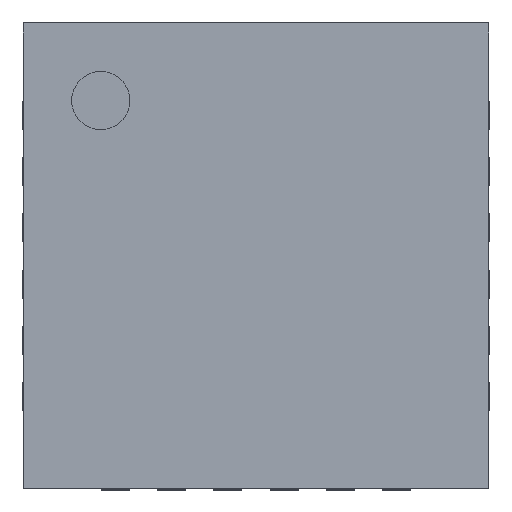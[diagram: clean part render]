
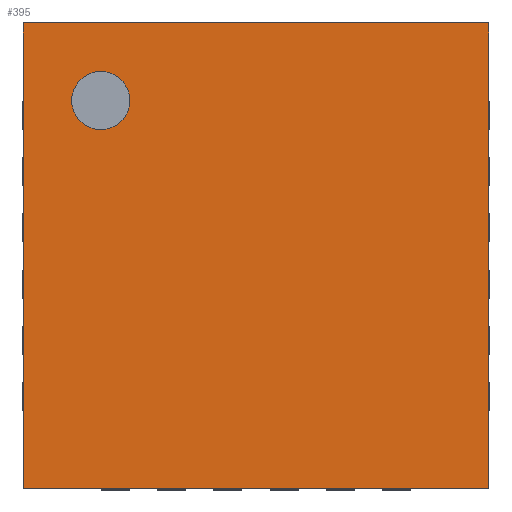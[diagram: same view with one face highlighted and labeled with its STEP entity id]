
A CAD part, top view. The second image highlights one B-rep face of the part: STEP entity #395.
In plain terms, the highlighted planar face has unit normal (0, 0, 1).
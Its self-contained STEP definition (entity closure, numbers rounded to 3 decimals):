
#206 = VERTEX_POINT('',#207);
#207 = CARTESIAN_POINT('',(0.,0.,0.8));
#214 = PLANE('',#215);
#215 = AXIS2_PLACEMENT_3D('',#216,#217,#218);
#216 = CARTESIAN_POINT('',(0.,0.,0.01));
#217 = DIRECTION('',(1.,0.,0.));
#218 = DIRECTION('',(0.,0.,1.));
#226 = PLANE('',#227);
#227 = AXIS2_PLACEMENT_3D('',#228,#229,#230);
#228 = CARTESIAN_POINT('',(0.,0.,0.01));
#229 = DIRECTION('',(0.,1.,0.));
#230 = DIRECTION('',(0.,0.,1.));
#267 = VERTEX_POINT('',#268);
#268 = CARTESIAN_POINT('',(0.,4.15,0.8));
#282 = PLANE('',#283);
#283 = AXIS2_PLACEMENT_3D('',#284,#285,#286);
#284 = CARTESIAN_POINT('',(0.,4.15,0.01));
#285 = DIRECTION('',(0.,1.,0.));
#286 = DIRECTION('',(0.,0.,1.));
#294 = EDGE_CURVE('',#206,#267,#295,.T.);
#295 = SURFACE_CURVE('',#296,(#300,#307),.PCURVE_S1.);
#296 = LINE('',#297,#298);
#297 = CARTESIAN_POINT('',(0.,0.,0.8));
#298 = VECTOR('',#299,1.);
#299 = DIRECTION('',(0.,1.,0.));
#300 = PCURVE('',#214,#301);
#301 = DEFINITIONAL_REPRESENTATION('',(#302),#306);
#302 = LINE('',#303,#304);
#303 = CARTESIAN_POINT('',(0.79,0.));
#304 = VECTOR('',#305,1.);
#305 = DIRECTION('',(0.,-1.));
#306 = ( GEOMETRIC_REPRESENTATION_CONTEXT(2) 
PARAMETRIC_REPRESENTATION_CONTEXT() REPRESENTATION_CONTEXT('2D SPACE',''
  ) );
#307 = PCURVE('',#308,#313);
#308 = PLANE('',#309);
#309 = AXIS2_PLACEMENT_3D('',#310,#311,#312);
#310 = CARTESIAN_POINT('',(0.,0.,0.8));
#311 = DIRECTION('',(0.,0.,1.));
#312 = DIRECTION('',(1.,0.,0.));
#313 = DEFINITIONAL_REPRESENTATION('',(#314),#318);
#314 = LINE('',#315,#316);
#315 = CARTESIAN_POINT('',(0.,0.));
#316 = VECTOR('',#317,1.);
#317 = DIRECTION('',(0.,1.));
#318 = ( GEOMETRIC_REPRESENTATION_CONTEXT(2) 
PARAMETRIC_REPRESENTATION_CONTEXT() REPRESENTATION_CONTEXT('2D SPACE',''
  ) );
#347 = EDGE_CURVE('',#206,#348,#350,.T.);
#348 = VERTEX_POINT('',#349);
#349 = CARTESIAN_POINT('',(4.15,0.,0.8));
#350 = SURFACE_CURVE('',#351,(#355,#362),.PCURVE_S1.);
#351 = LINE('',#352,#353);
#352 = CARTESIAN_POINT('',(0.,0.,0.8));
#353 = VECTOR('',#354,1.);
#354 = DIRECTION('',(1.,0.,0.));
#355 = PCURVE('',#226,#356);
#356 = DEFINITIONAL_REPRESENTATION('',(#357),#361);
#357 = LINE('',#358,#359);
#358 = CARTESIAN_POINT('',(0.79,0.));
#359 = VECTOR('',#360,1.);
#360 = DIRECTION('',(0.,1.));
#361 = ( GEOMETRIC_REPRESENTATION_CONTEXT(2) 
PARAMETRIC_REPRESENTATION_CONTEXT() REPRESENTATION_CONTEXT('2D SPACE',''
  ) );
#362 = PCURVE('',#308,#363);
#363 = DEFINITIONAL_REPRESENTATION('',(#364),#368);
#364 = LINE('',#365,#366);
#365 = CARTESIAN_POINT('',(0.,0.));
#366 = VECTOR('',#367,1.);
#367 = DIRECTION('',(1.,0.));
#368 = ( GEOMETRIC_REPRESENTATION_CONTEXT(2) 
PARAMETRIC_REPRESENTATION_CONTEXT() REPRESENTATION_CONTEXT('2D SPACE',''
  ) );
#384 = PLANE('',#385);
#385 = AXIS2_PLACEMENT_3D('',#386,#387,#388);
#386 = CARTESIAN_POINT('',(4.15,0.,0.01));
#387 = DIRECTION('',(1.,0.,0.));
#388 = DIRECTION('',(0.,0.,1.));
#395 = ADVANCED_FACE('',(#396,#444),#308,.T.);
#396 = FACE_BOUND('',#397,.T.);
#397 = EDGE_LOOP('',(#398,#399,#400,#423));
#398 = ORIENTED_EDGE('',*,*,#294,.F.);
#399 = ORIENTED_EDGE('',*,*,#347,.T.);
#400 = ORIENTED_EDGE('',*,*,#401,.T.);
#401 = EDGE_CURVE('',#348,#402,#404,.T.);
#402 = VERTEX_POINT('',#403);
#403 = CARTESIAN_POINT('',(4.15,4.15,0.8));
#404 = SURFACE_CURVE('',#405,(#409,#416),.PCURVE_S1.);
#405 = LINE('',#406,#407);
#406 = CARTESIAN_POINT('',(4.15,0.,0.8));
#407 = VECTOR('',#408,1.);
#408 = DIRECTION('',(0.,1.,0.));
#409 = PCURVE('',#308,#410);
#410 = DEFINITIONAL_REPRESENTATION('',(#411),#415);
#411 = LINE('',#412,#413);
#412 = CARTESIAN_POINT('',(4.15,0.));
#413 = VECTOR('',#414,1.);
#414 = DIRECTION('',(0.,1.));
#415 = ( GEOMETRIC_REPRESENTATION_CONTEXT(2) 
PARAMETRIC_REPRESENTATION_CONTEXT() REPRESENTATION_CONTEXT('2D SPACE',''
  ) );
#416 = PCURVE('',#384,#417);
#417 = DEFINITIONAL_REPRESENTATION('',(#418),#422);
#418 = LINE('',#419,#420);
#419 = CARTESIAN_POINT('',(0.79,0.));
#420 = VECTOR('',#421,1.);
#421 = DIRECTION('',(0.,-1.));
#422 = ( GEOMETRIC_REPRESENTATION_CONTEXT(2) 
PARAMETRIC_REPRESENTATION_CONTEXT() REPRESENTATION_CONTEXT('2D SPACE',''
  ) );
#423 = ORIENTED_EDGE('',*,*,#424,.F.);
#424 = EDGE_CURVE('',#267,#402,#425,.T.);
#425 = SURFACE_CURVE('',#426,(#430,#437),.PCURVE_S1.);
#426 = LINE('',#427,#428);
#427 = CARTESIAN_POINT('',(0.,4.15,0.8));
#428 = VECTOR('',#429,1.);
#429 = DIRECTION('',(1.,0.,0.));
#430 = PCURVE('',#308,#431);
#431 = DEFINITIONAL_REPRESENTATION('',(#432),#436);
#432 = LINE('',#433,#434);
#433 = CARTESIAN_POINT('',(0.,4.15));
#434 = VECTOR('',#435,1.);
#435 = DIRECTION('',(1.,0.));
#436 = ( GEOMETRIC_REPRESENTATION_CONTEXT(2) 
PARAMETRIC_REPRESENTATION_CONTEXT() REPRESENTATION_CONTEXT('2D SPACE',''
  ) );
#437 = PCURVE('',#282,#438);
#438 = DEFINITIONAL_REPRESENTATION('',(#439),#443);
#439 = LINE('',#440,#441);
#440 = CARTESIAN_POINT('',(0.79,0.));
#441 = VECTOR('',#442,1.);
#442 = DIRECTION('',(0.,1.));
#443 = ( GEOMETRIC_REPRESENTATION_CONTEXT(2) 
PARAMETRIC_REPRESENTATION_CONTEXT() REPRESENTATION_CONTEXT('2D SPACE',''
  ) );
#444 = FACE_BOUND('',#445,.T.);
#445 = EDGE_LOOP('',(#446));
#446 = ORIENTED_EDGE('',*,*,#447,.F.);
#447 = EDGE_CURVE('',#448,#448,#450,.T.);
#448 = VERTEX_POINT('',#449);
#449 = CARTESIAN_POINT('',(0.951,3.458,0.8));
#450 = SURFACE_CURVE('',#451,(#456,#463),.PCURVE_S1.);
#451 = CIRCLE('',#452,0.259);
#452 = AXIS2_PLACEMENT_3D('',#453,#454,#455);
#453 = CARTESIAN_POINT('',(0.692,3.458,0.8));
#454 = DIRECTION('',(0.,0.,1.));
#455 = DIRECTION('',(1.,0.,0.));
#456 = PCURVE('',#308,#457);
#457 = DEFINITIONAL_REPRESENTATION('',(#458),#462);
#458 = CIRCLE('',#459,0.259);
#459 = AXIS2_PLACEMENT_2D('',#460,#461);
#460 = CARTESIAN_POINT('',(0.692,3.458));
#461 = DIRECTION('',(1.,0.));
#462 = ( GEOMETRIC_REPRESENTATION_CONTEXT(2) 
PARAMETRIC_REPRESENTATION_CONTEXT() REPRESENTATION_CONTEXT('2D SPACE',''
  ) );
#463 = PCURVE('',#464,#469);
#464 = CYLINDRICAL_SURFACE('',#465,0.259);
#465 = AXIS2_PLACEMENT_3D('',#466,#467,#468);
#466 = CARTESIAN_POINT('',(0.692,3.458,0.7));
#467 = DIRECTION('',(0.,0.,1.));
#468 = DIRECTION('',(1.,0.,0.));
#469 = DEFINITIONAL_REPRESENTATION('',(#470),#474);
#470 = LINE('',#471,#472);
#471 = CARTESIAN_POINT('',(0.,0.1));
#472 = VECTOR('',#473,1.);
#473 = DIRECTION('',(1.,0.));
#474 = ( GEOMETRIC_REPRESENTATION_CONTEXT(2) 
PARAMETRIC_REPRESENTATION_CONTEXT() REPRESENTATION_CONTEXT('2D SPACE',''
  ) );
